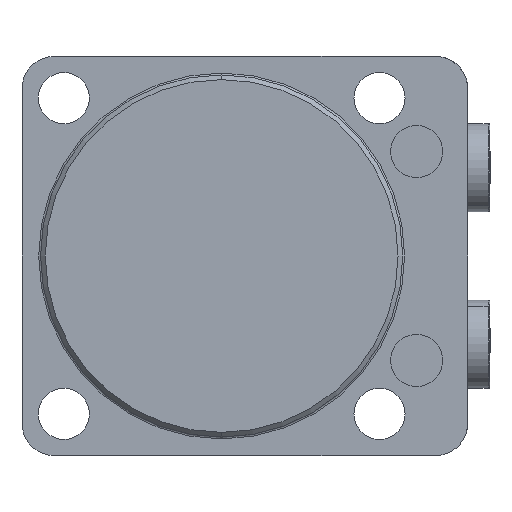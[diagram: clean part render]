
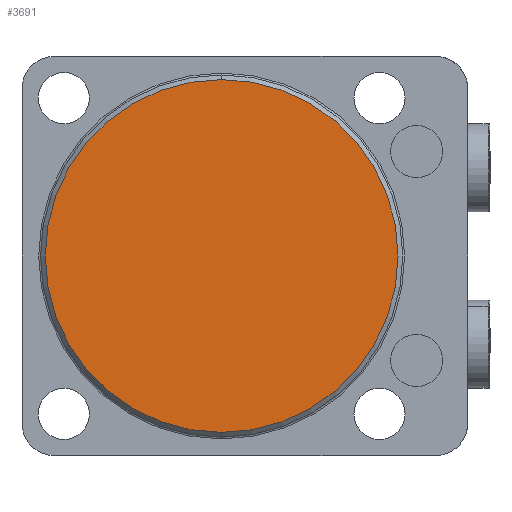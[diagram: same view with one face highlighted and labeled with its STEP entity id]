
A CAD part, front view. The second image highlights one B-rep face of the part: STEP entity #3691.
In plain terms, the highlighted planar face has unit normal (0, -1, 0).
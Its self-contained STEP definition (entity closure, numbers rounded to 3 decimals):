
#437 = VERTEX_POINT ( 'NONE', #3337 ) ;
#678 = VERTEX_POINT ( 'NONE', #3296 ) ;
#916 = ORIENTED_EDGE ( 'NONE', *, *, #4422, .T. ) ;
#918 = ORIENTED_EDGE ( 'NONE', *, *, #4489, .T. ) ;
#1649 = DIRECTION ( 'NONE',  ( 0., 0., 1. ) ) ;
#1650 = DIRECTION ( 'NONE',  ( 0., -1., 0. ) ) ;
#1651 = CARTESIAN_POINT ( 'NONE',  ( 0., 0., 0. ) ) ;
#1886 = DIRECTION ( 'NONE',  ( 0., 0., 1. ) ) ;
#1890 = DIRECTION ( 'NONE',  ( 0., -1., 0. ) ) ;
#1891 = CARTESIAN_POINT ( 'NONE',  ( 0., 0., 0. ) ) ;
#2328 = CIRCLE ( 'NONE', #3916, 38. ) ;
#2423 = CIRCLE ( 'NONE', #3942, 38. ) ;
#2900 = FACE_OUTER_BOUND ( 'NONE', #4963, .T. ) ;
#3296 = CARTESIAN_POINT ( 'NONE',  ( 0., 0., 38. ) ) ;
#3337 = CARTESIAN_POINT ( 'NONE',  ( 0., 0., -38. ) ) ;
#3691 = ADVANCED_FACE ( 'NONE', ( #2900 ), #5285, .F. ) ;
#3916 = AXIS2_PLACEMENT_3D ( 'NONE', #1651, #1650, #1649 ) ;
#3942 = AXIS2_PLACEMENT_3D ( 'NONE', #1891, #1890, #1886 ) ;
#4128 = AXIS2_PLACEMENT_3D ( 'NONE', #5287, #5281, #5280 ) ;
#4422 = EDGE_CURVE ( 'NONE', #437, #678, #2423, .T. ) ;
#4489 = EDGE_CURVE ( 'NONE', #678, #437, #2328, .T. ) ;
#4963 = EDGE_LOOP ( 'NONE', ( #918, #916 ) ) ;
#5280 = DIRECTION ( 'NONE',  ( 0., 0., 1. ) ) ;
#5281 = DIRECTION ( 'NONE',  ( 0., 1., 0. ) ) ;
#5285 = PLANE ( 'NONE',  #4128 ) ;
#5287 = CARTESIAN_POINT ( 'NONE',  ( -43., 0., 43. ) ) ;
